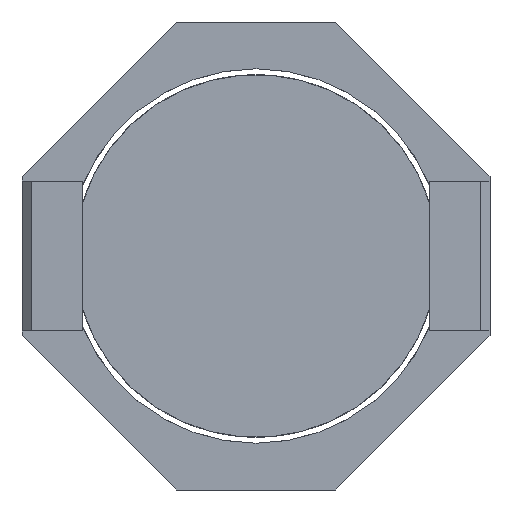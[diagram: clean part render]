
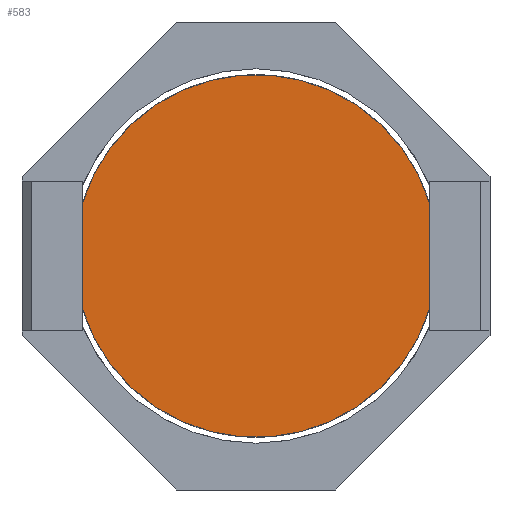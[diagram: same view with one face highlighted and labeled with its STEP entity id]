
A CAD part, front view. The second image highlights one B-rep face of the part: STEP entity #583.
In plain terms, the highlighted planar face has unit normal (0, -1, 0).
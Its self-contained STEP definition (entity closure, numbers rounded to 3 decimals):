
#83=CARTESIAN_POINT('',(0.,-0.1,0.));
#84=DIRECTION('',(0.,-1.,0.));
#85=DIRECTION('',(-0.955,0.,-0.297));
#86=AXIS2_PLACEMENT_3D('',#83,#84,#85);
#102=DIRECTION('',(0.,0.,1.));
#103=VECTOR('',#102,2.303);
#104=CARTESIAN_POINT('',(3.7,-0.1,-1.151));
#105=LINE('',#104,#103);
#123=CARTESIAN_POINT('',(0.,-0.1,0.));
#124=DIRECTION('',(0.,-1.,0.));
#125=DIRECTION('',(0.955,0.,0.297));
#126=AXIS2_PLACEMENT_3D('',#123,#124,#125);
#137=DIRECTION('',(0.,0.,-1.));
#138=VECTOR('',#137,2.303);
#139=CARTESIAN_POINT('',(-3.7,-0.1,1.151));
#140=LINE('',#139,#138);
#417=CARTESIAN_POINT('',(3.7,-0.1,-1.151));
#418=CARTESIAN_POINT('',(3.7,-0.1,1.151));
#419=VERTEX_POINT('',#417);
#420=VERTEX_POINT('',#418);
#425=CARTESIAN_POINT('',(-3.7,-0.1,1.151));
#426=CARTESIAN_POINT('',(-3.7,-0.1,-1.151));
#427=VERTEX_POINT('',#425);
#428=VERTEX_POINT('',#426);
#569=CARTESIAN_POINT('',(0.,-0.1,0.));
#570=DIRECTION('',(0.,1.,0.));
#571=DIRECTION('',(0.,0.,-1.));
#572=AXIS2_PLACEMENT_3D('',#569,#570,#571);
#573=PLANE('',#572);
#575=ORIENTED_EDGE('',*,*,#574,.F.);
#576=ORIENTED_EDGE('',*,*,#553,.F.);
#578=ORIENTED_EDGE('',*,*,#577,.F.);
#580=ORIENTED_EDGE('',*,*,#579,.F.);
#581=EDGE_LOOP('',(#575,#576,#578,#580));
#582=FACE_OUTER_BOUND('',#581,.F.);
#87=CIRCLE('',#86,3.875);
#127=CIRCLE('',#126,3.875);
#553=EDGE_CURVE('',#428,#419,#87,.T.);
#574=EDGE_CURVE('',#419,#420,#105,.T.);
#577=EDGE_CURVE('',#427,#428,#140,.T.);
#579=EDGE_CURVE('',#420,#427,#127,.T.);
#583=ADVANCED_FACE('',(#582),#573,.F.);
